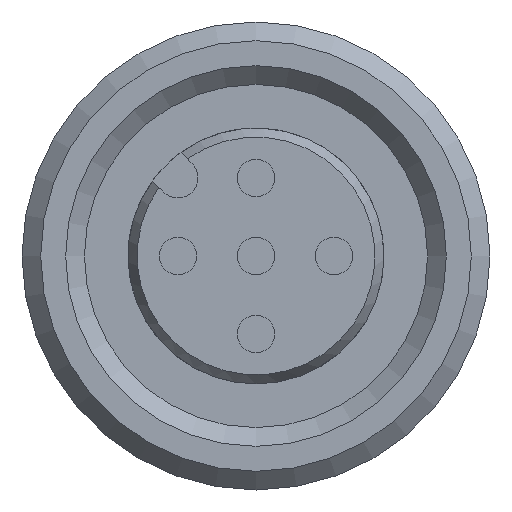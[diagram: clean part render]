
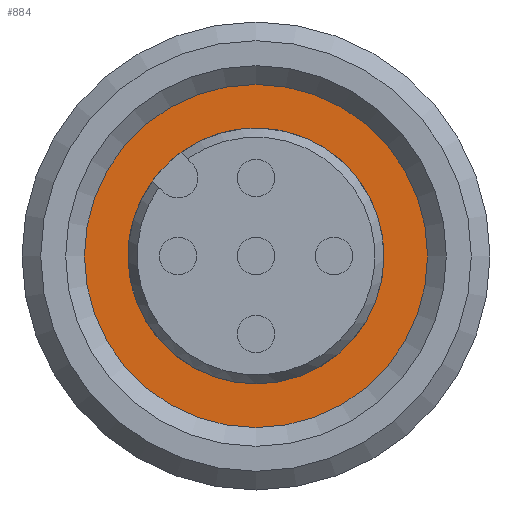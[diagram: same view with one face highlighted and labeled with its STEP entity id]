
A CAD part, left-side view. The second image highlights one B-rep face of the part: STEP entity #884.
In plain terms, the highlighted planar face has unit normal (-1, 0, 0).
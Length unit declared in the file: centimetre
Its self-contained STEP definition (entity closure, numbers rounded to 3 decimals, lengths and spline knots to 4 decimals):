
#142=PLANE($,#996);
#163=FACE_BOUND($,#314,.T.);
#232=FACE_OUTER_BOUND($,#313,.T.);
#313=EDGE_LOOP($,(#774));
#314=EDGE_LOOP($,(#775));
#367=CIRCLE($,#938,0.41);
#392=CIRCLE($,#995,0.55);
#429=VERTEX_POINT($,#1384);
#472=VERTEX_POINT($,#1550);
#514=EDGE_CURVE($,#429,#429,#367,.T.);
#581=EDGE_CURVE($,#472,#472,#392,.T.);
#774=ORIENTED_EDGE($,*,*,#581,.T.);
#775=ORIENTED_EDGE($,*,*,#514,.F.);
#884=ADVANCED_FACE($,(#232,#163),#142,.T.);
#938=AXIS2_PLACEMENT_3D($,#1385,#1105,#1106);
#995=AXIS2_PLACEMENT_3D($,#1551,#1249,#1250);
#996=AXIS2_PLACEMENT_3D($,#1552,#1251,#1252);
#1105=DIRECTION('center_axis',(-1.,0.,0.));
#1106=DIRECTION('ref_axis',(0.,0.,-1.));
#1249=DIRECTION('center_axis',(-1.,0.,0.));
#1250=DIRECTION('ref_axis',(0.,0.,-1.));
#1251=DIRECTION('center_axis',(-1.,0.,0.));
#1252=DIRECTION('ref_axis',(0.,-1.,0.));
#1384=CARTESIAN_POINT('',(-0.42,0.,-0.41));
#1385=CARTESIAN_POINT('Origin',(-0.42,0.,0.));
#1550=CARTESIAN_POINT('',(-0.42,0.,-0.55));
#1551=CARTESIAN_POINT('Origin',(-0.42,0.,0.));
#1552=CARTESIAN_POINT('Origin',(-0.42,0.,-0.48));
